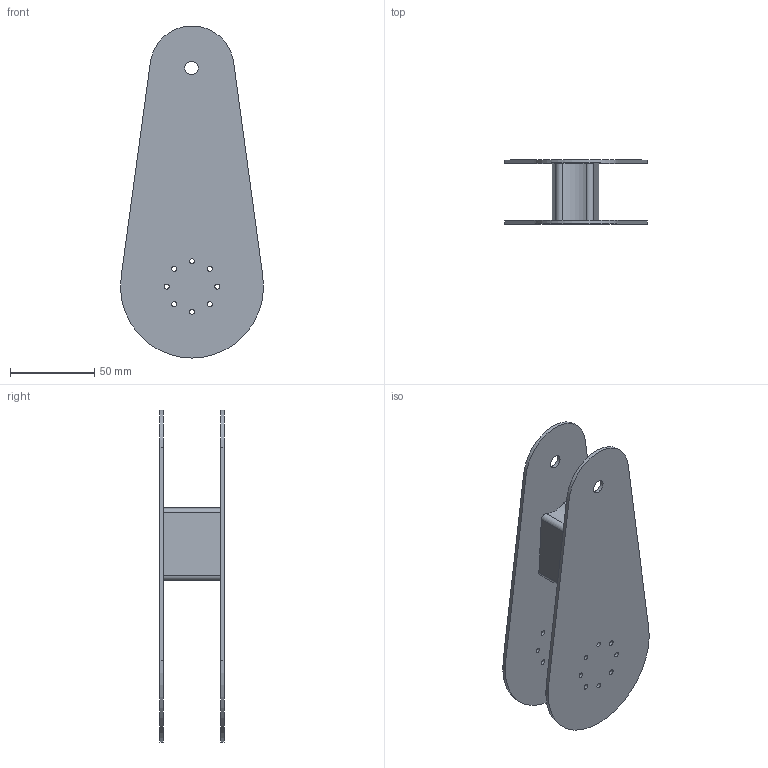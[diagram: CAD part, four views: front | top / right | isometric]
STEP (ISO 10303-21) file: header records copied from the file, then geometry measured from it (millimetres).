
FILE_DESCRIPTION(/* description */ (''),/* implementation_level */ '2;1');
FILE_NAME(/* name */ 'Thread Support.step',/* time_stamp */ '2023-01-15T23:07:26-03:00',/* author */ (''),/* organization */ (''),/* preprocessor_version */ 'ST-DEVELOPER v19.2',/* originating_system */ 'Autodesk Translation Framework v11.17.0.187',/* authorisation */ '');
FILE_SCHEMA (('AUTOMOTIVE_DESIGN { 1 0 10303 214 3 1 1 }'));
Length unit declared in the file: millimetre
Products named in the file (1): Face Esteira
Bounding box: 84.95 x 38.16 x 197.41 mm (x, y, z)
Volume: 83107.8 mm3; surface area: 56783.5 mm2
Topology: 1 solids, 5 shells, 50 faces, 114 edges, 76 vertices
Faces by surface type: cylinder 32, plane 18
Full cylindrical faces by diameter (mm): 3 x16, 3.712 x2, 3.713 x2, 8 x2
Entity records: 1546 total; most frequent: DIRECTION 280, CARTESIAN_POINT 241, ORIENTED_EDGE 228, AXIS2_PLACEMENT_3D 115, EDGE_CURVE 114, EDGE_LOOP 88, VERTEX_POINT 76, CIRCLE 64
